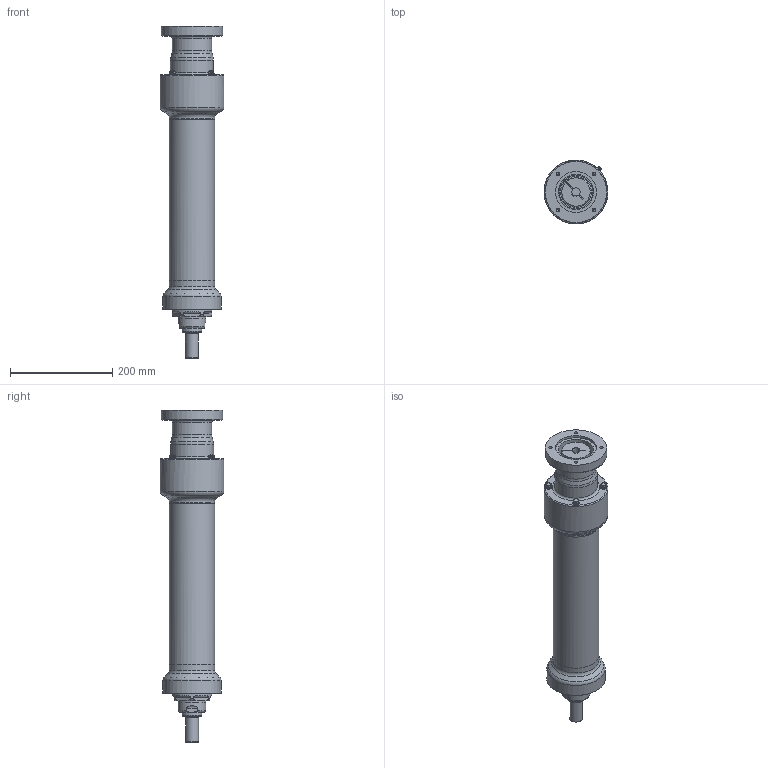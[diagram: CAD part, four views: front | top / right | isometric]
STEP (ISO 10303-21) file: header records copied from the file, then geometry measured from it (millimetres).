
FILE_DESCRIPTION (( 'STEP AP203' ), '1' );
FILE_NAME ('RS-479353-1.step', '2025-01-20T16:00:39', ( '' ), ( '' ), 'SwSTEP 2.0', 'SolidWorks 2024', '' );
FILE_SCHEMA (( 'CONFIG_CONTROL_DESIGN' ));
Length unit declared in the file: inch
Products named in the file (5): tempJoin3_21309007_RS-479353-1; tempJoin2_21309061_RS-479353-1; RS-479353-1; Base_RS-479353-1; 21309036_RS-479353-1
Assembly tree (4 placements, depth 2):
  RS-479353-1
    tempJoin3_21309007_RS-479353-1
    tempJoin2_21309061_RS-479353-1
    21309036_RS-479353-1
    Base_RS-479353-1
Bounding box: 124.92 x 124.81 x 649.37 mm (x, y, z)
Volume: 3629323.4 mm3; surface area: 476226.4 mm2
Topology: 5 solids, 9 shells, 802 faces, 1918 edges, 1170 vertices
Faces by surface type: cylinder 259, bspline 192, plane 173, torus 128, cone 44, sphere 6
Full cylindrical faces by diameter (mm): 4.2 x1, 4.978 x8, 5 x2, 6.35 x1, 6.528 x2, 6.756 x4, 7.937 x1, 7.938 x2, 7.949 x1, 8 x1, 8.5 x4, 8.738 x2, 10.2 x4, 11.1 x2, 12.7 x2, 16.51 x1, 19.05 x2, 22.606 x1, 23.75 x1, 24.613 x1, 24.666 x1, 24.8 x1, 25.4 x1, 27 x1, 29.972 x1, 38.197 x1, 38.76 x1, 53.95 x2, 54.229 x1, 54.991 x1
Entity records: 31540 total; most frequent: CARTESIAN_POINT 14504, ORIENTED_EDGE 3420, DIRECTION 3271, EDGE_CURVE 1710, AXIS2_PLACEMENT_3D 1425, VERTEX_POINT 1110, EDGE_LOOP 1014, FACE_OUTER_BOUND 911
